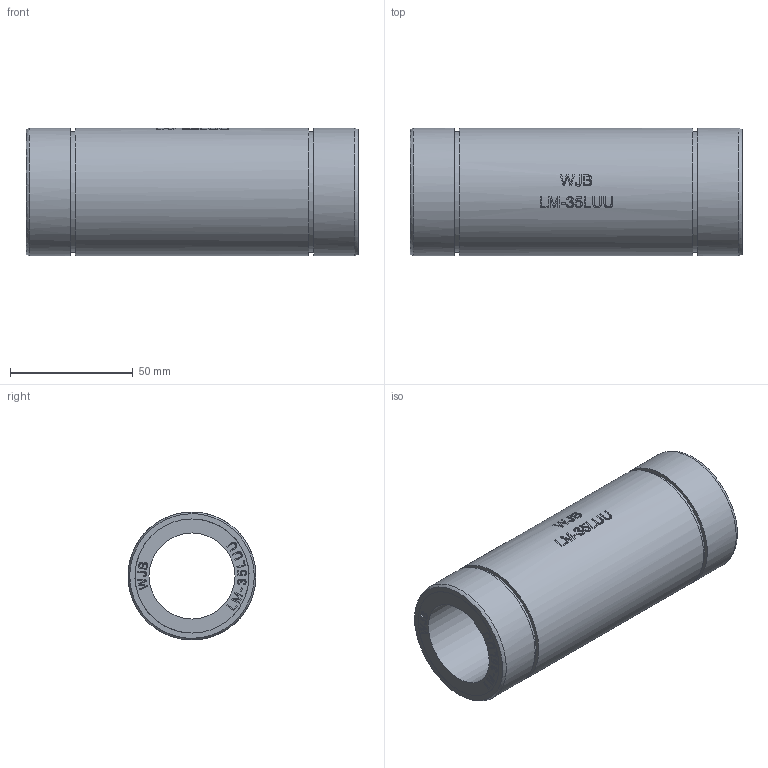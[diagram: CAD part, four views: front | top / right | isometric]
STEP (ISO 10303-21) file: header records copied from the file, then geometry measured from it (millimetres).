
FILE_DESCRIPTION(/* description */ (''),/* implementation_level */ '2;1');
FILE_NAME(/* name */ 'WJB-LM35LUU.stp',/* time_stamp */ '2018-09-04T23:16:13+08:00',/* author */ (''),/* organization */ (''),/* preprocessor_version */ 'ST-DEVELOPER v11',/* originating_system */ 'SIEMENS UGS NX 6.0',/* authorisation */ '');
FILE_SCHEMA (('CONFIG_CONTROL_DESIGN'));
Length unit declared in the file: millimetre
Products named in the file (1): WJB-LM35LUU
Bounding box: 135 x 51.97 x 52 mm (x, y, z)
Volume: 155457.4 mm3; surface area: 40031.3 mm2
Topology: 1 solids, 1 shells, 315 faces, 820 edges, 552 vertices
Faces by surface type: plane 202, extrusion 90, cylinder 21, torus 2
Full cylindrical faces by diameter (mm): 35 x1, 46.4 x2, 49 x2, 52 x3
Entity records: 12824 total; most frequent: CARTESIAN_POINT 5584, ORIENTED_EDGE 1620, DIRECTION 1092, EDGE_CURVE 810, VERTEX_POINT 552, VECTOR 512, LINE 422, B_SPLINE_CURVE_WITH_KNOTS 414
